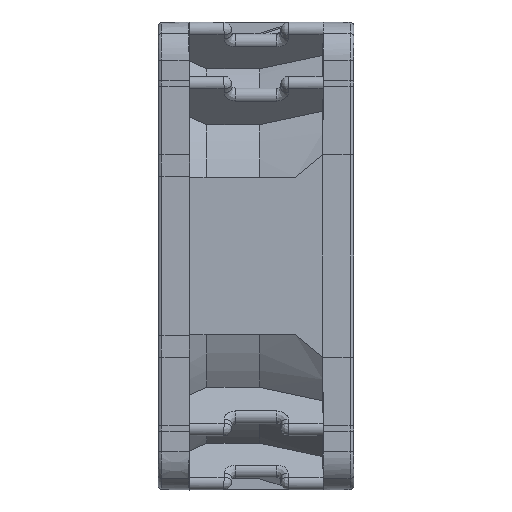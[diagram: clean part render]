
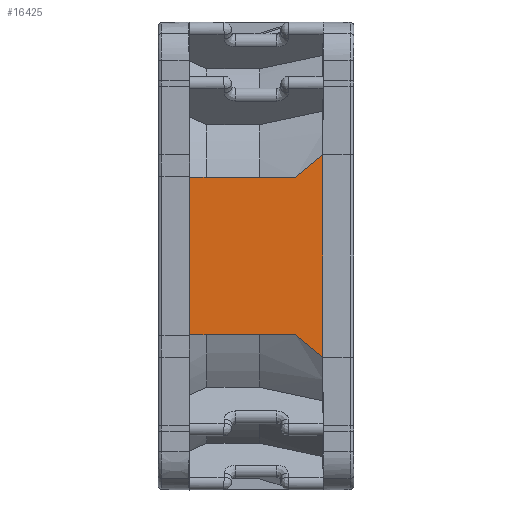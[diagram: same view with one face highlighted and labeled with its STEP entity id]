
A CAD part, left-side view. The second image highlights one B-rep face of the part: STEP entity #16425.
In plain terms, the highlighted planar face has unit normal (-1, 0, 0).
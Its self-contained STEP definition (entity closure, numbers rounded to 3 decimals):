
#1626=DIRECTION('',(0.,0.,1.));
#1627=VECTOR('',#1626,25.964);
#1628=CARTESIAN_POINT('',(-30.,3.98,
-12.982));
#1629=LINE('',#1628,#1627);
#3173=CARTESIAN_POINT('',(-30.,21.07,10.198));
#3528=CARTESIAN_POINT('',(-30.,3.98,12.982));
#3529=CARTESIAN_POINT('',(-30.,4.419,12.657));
#3530=CARTESIAN_POINT('',(-30.,5.264,12.009));
#3531=CARTESIAN_POINT('',(-30.,6.434,11.049));
#3532=CARTESIAN_POINT('',(-30.,7.149,10.415));
#3533=CARTESIAN_POINT('',(-30.,7.491,10.1));
#3554=DIRECTION('',(0.,1.,0.));
#3555=VECTOR('',#3554,13.53);
#3556=CARTESIAN_POINT('',(-30.,7.491,-10.1));
#3557=LINE('',#3556,#3555);
#3558=DIRECTION('',(0.,0.,1.));
#3559=VECTOR('',#3558,20.396);
#3560=CARTESIAN_POINT('',(-30.,21.07,
-10.198));
#3561=LINE('',#3560,#3559);
#3562=CARTESIAN_POINT('',(-30.,21.07,10.198));
#3563=CARTESIAN_POINT('',(-30.,21.064,10.187));
#3564=CARTESIAN_POINT('',(-30.,21.053,10.165));
#3565=CARTESIAN_POINT('',(-30.,21.037,10.133));
#3566=CARTESIAN_POINT('',(-30.,21.026,10.111));
#3567=CARTESIAN_POINT('',(-30.,21.02,10.1));
#3569=CARTESIAN_POINT('',(-30.,7.491,-10.1));
#3570=CARTESIAN_POINT('',(-30.,7.149,-10.415));
#3571=CARTESIAN_POINT('',(-30.,6.434,
-11.048));
#3572=CARTESIAN_POINT('',(-30.,5.264,
-12.009));
#3573=CARTESIAN_POINT('',(-30.,4.419,
-12.656));
#3574=CARTESIAN_POINT('',(-30.,3.98,
-12.982));
#4791=CARTESIAN_POINT('',(-30.,21.07,
-10.198));
#4792=CARTESIAN_POINT('',(-30.,21.064,
-10.187));
#4793=CARTESIAN_POINT('',(-30.,21.053,
-10.165));
#4794=CARTESIAN_POINT('',(-30.,21.037,
-10.133));
#4795=CARTESIAN_POINT('',(-30.,21.026,
-10.111));
#4796=CARTESIAN_POINT('',(-30.,21.02,
-10.1));
#7723=DIRECTION('',(0.,1.,0.));
#7724=VECTOR('',#7723,13.53);
#7725=CARTESIAN_POINT('',(-30.,7.491,10.1));
#7726=LINE('',#7725,#7724);
#10539=CARTESIAN_POINT('',(-30.,3.98,
12.982));
#10540=VERTEX_POINT('',#10539);
#10543=CARTESIAN_POINT('',(-30.,3.98,
-12.982));
#10544=VERTEX_POINT('',#10543);
#10969=VERTEX_POINT('',#3173);
#11030=VERTEX_POINT('',#3533);
#11034=VERTEX_POINT('',#3569);
#11035=CARTESIAN_POINT('',(-30.,21.02,
-10.1));
#11036=VERTEX_POINT('',#11035);
#11037=VERTEX_POINT('',#4791);
#11038=VERTEX_POINT('',#3567);
#16404=CARTESIAN_POINT('',(-30.,0.,-30.));
#16405=DIRECTION('',(-1.,0.,0.));
#16406=DIRECTION('',(0.,0.,1.));
#16407=AXIS2_PLACEMENT_3D('',#16404,#16405,#16406);
#16408=PLANE('',#16407);
#16409=ORIENTED_EDGE('',*,*,#16392,.F.);
#16410=ORIENTED_EDGE('',*,*,#13692,.F.);
#16412=ORIENTED_EDGE('',*,*,#16411,.F.);
#16414=ORIENTED_EDGE('',*,*,#16413,.T.);
#16416=ORIENTED_EDGE('',*,*,#16415,.F.);
#16418=ORIENTED_EDGE('',*,*,#16417,.T.);
#16420=ORIENTED_EDGE('',*,*,#16419,.T.);
#16422=ORIENTED_EDGE('',*,*,#16421,.F.);
#16423=EDGE_LOOP('',(#16409,#16410,#16412,#16414,#16416,#16418,#16420,#16422));
#16424=FACE_OUTER_BOUND('',#16423,.F.);
#16425=ADVANCED_FACE('',(#16424),#16408,.T.);
#3534=B_SPLINE_CURVE_WITH_KNOTS('',3,(#3528,#3529,#3530,#3531,#3532,#3533),
.UNSPECIFIED.,.F.,.F.,(4,1,1,4),(0.,0.333,0.667,1.),
.UNSPECIFIED.);
#3568=B_SPLINE_CURVE_WITH_KNOTS('',3,(#3562,#3563,#3564,#3565,#3566,#3567),
.UNSPECIFIED.,.F.,.F.,(4,1,1,4),(0.,0.333,0.667,1.),
.UNSPECIFIED.);
#3575=B_SPLINE_CURVE_WITH_KNOTS('',3,(#3569,#3570,#3571,#3572,#3573,#3574),
.UNSPECIFIED.,.F.,.F.,(4,1,1,4),(0.,0.333,0.667,1.),
.UNSPECIFIED.);
#4797=B_SPLINE_CURVE_WITH_KNOTS('',3,(#4791,#4792,#4793,#4794,#4795,#4796),
.UNSPECIFIED.,.F.,.F.,(4,1,1,4),(0.,0.333,0.667,1.),
.UNSPECIFIED.);
#13692=EDGE_CURVE('',#10544,#10540,#1629,.T.);
#16392=EDGE_CURVE('',#10540,#11030,#3534,.T.);
#16411=EDGE_CURVE('',#11034,#10544,#3575,.T.);
#16413=EDGE_CURVE('',#11034,#11036,#3557,.T.);
#16415=EDGE_CURVE('',#11037,#11036,#4797,.T.);
#16417=EDGE_CURVE('',#11037,#10969,#3561,.T.);
#16419=EDGE_CURVE('',#10969,#11038,#3568,.T.);
#16421=EDGE_CURVE('',#11030,#11038,#7726,.T.);
